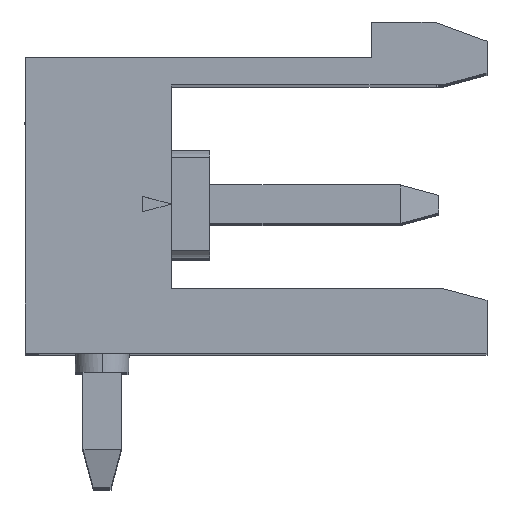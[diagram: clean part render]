
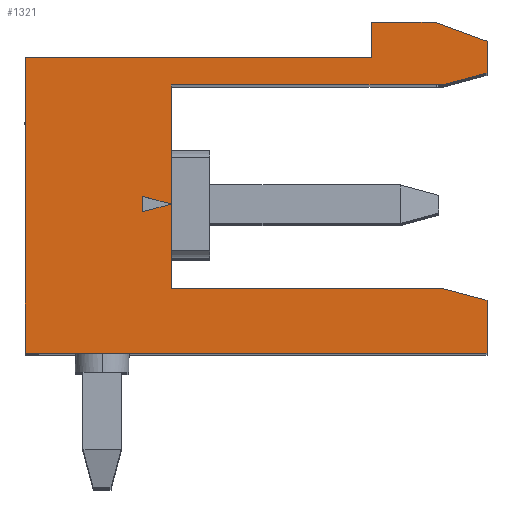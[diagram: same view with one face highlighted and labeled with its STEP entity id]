
A CAD part, top view. The second image highlights one B-rep face of the part: STEP entity #1321.
In plain terms, the highlighted planar face has unit normal (0, 0, 1).
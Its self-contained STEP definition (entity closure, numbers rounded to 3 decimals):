
#11 = LINE ( 'NONE', #10631, #7196 ) ;
#16 = DIRECTION ( 'NONE',  ( 0., 1., 0. ) ) ;
#559 = DIRECTION ( 'NONE',  ( -0.966, 0.259, 0. ) ) ;
#593 = LINE ( 'NONE', #9061, #7746 ) ;
#603 = DIRECTION ( 'NONE',  ( 0., 0., 1. ) ) ;
#837 = VERTEX_POINT ( 'NONE', #3034 ) ;
#889 = CARTESIAN_POINT ( 'NONE',  ( 40.427, 41.643, 2.54 ) ) ;
#1027 = DIRECTION ( 'NONE',  ( 0., 1., 0. ) ) ;
#1072 = VERTEX_POINT ( 'NONE', #13562 ) ;
#1076 = VECTOR ( 'NONE', #2917, 1000. ) ;
#1176 = CARTESIAN_POINT ( 'NONE',  ( 47.94, 46.123, 2.54 ) ) ;
#1321 = ADVANCED_FACE ( 'NONE', ( #17225, #13284 ), #1882, .T. ) ;
#1569 = ORIENTED_EDGE ( 'NONE', *, *, #7307, .F. ) ;
#1882 = PLANE ( 'NONE',  #15513 ) ;
#1937 = ORIENTED_EDGE ( 'NONE', *, *, #6762, .F. ) ;
#2149 = VERTEX_POINT ( 'NONE', #15557 ) ;
#2451 = VERTEX_POINT ( 'NONE', #4337 ) ;
#2528 = DIRECTION ( 'NONE',  ( 0.94, -0.342, 0. ) ) ;
#2569 = DIRECTION ( 'NONE',  ( -1., 0., 0. ) ) ;
#2608 = CARTESIAN_POINT ( 'NONE',  ( 48.627, 45.048, 2.54 ) ) ;
#2668 = CARTESIAN_POINT ( 'NONE',  ( 45.627, 46.373, 2.54 ) ) ;
#2917 = DIRECTION ( 'NONE',  ( -1., 0., 0. ) ) ;
#2943 = CARTESIAN_POINT ( 'NONE',  ( 48.627, 45.873, 2.54 ) ) ;
#3034 = CARTESIAN_POINT ( 'NONE',  ( 47.464, 44.736, 2.54 ) ) ;
#3341 = CARTESIAN_POINT ( 'NONE',  ( 48.627, 39.69, 2.54 ) ) ;
#3375 = CARTESIAN_POINT ( 'NONE',  ( 39.845, 44.736, 2.54 ) ) ;
#3390 = DIRECTION ( 'NONE',  ( -1., 0., 0. ) ) ;
#3492 = EDGE_CURVE ( 'NONE', #12682, #2451, #4626, .T. ) ;
#3775 = VERTEX_POINT ( 'NONE', #14595 ) ;
#3785 = VECTOR ( 'NONE', #9212, 1000. ) ;
#3794 = VECTOR ( 'NONE', #16, 1000. ) ;
#4051 = CARTESIAN_POINT ( 'NONE',  ( 36.627, 37.773, 2.54 ) ) ;
#4148 = VECTOR ( 'NONE', #12334, 1000. ) ;
#4215 = LINE ( 'NONE', #1176, #14138 ) ;
#4337 = CARTESIAN_POINT ( 'NONE',  ( 39.677, 41.442, 2.54 ) ) ;
#4538 = EDGE_CURVE ( 'NONE', #6841, #17008, #11571, .T. ) ;
#4579 = CARTESIAN_POINT ( 'NONE',  ( 48.627, 39.143, 2.54 ) ) ;
#4626 = LINE ( 'NONE', #6782, #11399 ) ;
#4720 = DIRECTION ( 'NONE',  ( 1., 0., 0. ) ) ;
#4746 = ORIENTED_EDGE ( 'NONE', *, *, #11196, .T. ) ;
#5108 = ORIENTED_EDGE ( 'NONE', *, *, #6962, .F. ) ;
#5154 = CARTESIAN_POINT ( 'NONE',  ( 47.427, 46.373, 2.54 ) ) ;
#5930 = CARTESIAN_POINT ( 'NONE',  ( 36.627, 45.443, 2.54 ) ) ;
#6186 = EDGE_CURVE ( 'NONE', #11051, #837, #9047, .T. ) ;
#6345 = ORIENTED_EDGE ( 'NONE', *, *, #12275, .T. ) ;
#6756 = CARTESIAN_POINT ( 'NONE',  ( 48.627, 39.69, 2.54 ) ) ;
#6762 = EDGE_CURVE ( 'NONE', #1072, #12394, #7335, .T. ) ;
#6782 = CARTESIAN_POINT ( 'NONE',  ( 40.427, 41.643, 2.54 ) ) ;
#6841 = VERTEX_POINT ( 'NONE', #2608 ) ;
#6962 = EDGE_CURVE ( 'NONE', #12879, #9090, #14933, .T. ) ;
#7120 = VECTOR ( 'NONE', #14821, 1000. ) ;
#7196 = VECTOR ( 'NONE', #2569, 1000. ) ;
#7225 = ORIENTED_EDGE ( 'NONE', *, *, #4538, .T. ) ;
#7271 = VECTOR ( 'NONE', #7911, 1000. ) ;
#7307 = EDGE_CURVE ( 'NONE', #6841, #837, #14557, .T. ) ;
#7335 = LINE ( 'NONE', #5154, #14504 ) ;
#7339 = EDGE_CURVE ( 'NONE', #12394, #17008, #4215, .T. ) ;
#7397 = ORIENTED_EDGE ( 'NONE', *, *, #16729, .T. ) ;
#7688 = LINE ( 'NONE', #17313, #7271 ) ;
#7746 = VECTOR ( 'NONE', #1027, 1000. ) ;
#7821 = CARTESIAN_POINT ( 'NONE',  ( 47.468, 44.737, 2.54 ) ) ;
#7839 = EDGE_CURVE ( 'NONE', #2451, #3775, #12213, .T. ) ;
#7911 = DIRECTION ( 'NONE',  ( 0.966, -0.259, 0. ) ) ;
#8082 = ORIENTED_EDGE ( 'NONE', *, *, #7839, .T. ) ;
#8218 = EDGE_CURVE ( 'NONE', #15404, #9090, #15531, .T. ) ;
#8483 = EDGE_LOOP ( 'NONE', ( #15107, #16454, #8082 ) ) ;
#8590 = VECTOR ( 'NONE', #11314, 1000. ) ;
#8647 = CARTESIAN_POINT ( 'NONE',  ( 39.845, 39.69, 2.54 ) ) ;
#8825 = CARTESIAN_POINT ( 'NONE',  ( 47.253, 46.373, 2.54 ) ) ;
#8949 = EDGE_CURVE ( 'NONE', #14411, #12879, #16661, .T. ) ;
#9047 = LINE ( 'NONE', #3375, #12685 ) ;
#9061 = CARTESIAN_POINT ( 'NONE',  ( 40.427, 39.69, 2.54 ) ) ;
#9090 = VERTEX_POINT ( 'NONE', #5930 ) ;
#9210 = ORIENTED_EDGE ( 'NONE', *, *, #15997, .T. ) ;
#9212 = DIRECTION ( 'NONE',  ( -0.966, -0.259, 0. ) ) ;
#9321 = ORIENTED_EDGE ( 'NONE', *, *, #6186, .T. ) ;
#9351 = ORIENTED_EDGE ( 'NONE', *, *, #8218, .T. ) ;
#9951 = EDGE_CURVE ( 'NONE', #3775, #12682, #7688, .T. ) ;
#10016 = DIRECTION ( 'NONE',  ( 1., 0., 0. ) ) ;
#10226 = ORIENTED_EDGE ( 'NONE', *, *, #8949, .F. ) ;
#10631 = CARTESIAN_POINT ( 'NONE',  ( 39.845, 39.443, 2.54 ) ) ;
#10687 = LINE ( 'NONE', #2668, #7120 ) ;
#10960 = CARTESIAN_POINT ( 'NONE',  ( 36.627, 44.573, 2.54 ) ) ;
#11003 = ORIENTED_EDGE ( 'NONE', *, *, #7339, .F. ) ;
#11005 = CARTESIAN_POINT ( 'NONE',  ( 38.127, 37.773, 2.54 ) ) ;
#11051 = VERTEX_POINT ( 'NONE', #14180 ) ;
#11154 = VECTOR ( 'NONE', #14103, 1000. ) ;
#11196 = EDGE_CURVE ( 'NONE', #15640, #15259, #11, .T. ) ;
#11314 = DIRECTION ( 'NONE',  ( 0., 1., 0. ) ) ;
#11399 = VECTOR ( 'NONE', #15307, 1000. ) ;
#11571 = LINE ( 'NONE', #3341, #11154 ) ;
#12177 = LINE ( 'NONE', #4579, #15313 ) ;
#12213 = LINE ( 'NONE', #13981, #8590 ) ;
#12275 = EDGE_CURVE ( 'NONE', #2149, #15640, #12177, .T. ) ;
#12334 = DIRECTION ( 'NONE',  ( 0., 1., 0. ) ) ;
#12394 = VERTEX_POINT ( 'NONE', #8825 ) ;
#12445 = EDGE_LOOP ( 'NONE', ( #4746, #7397, #9321, #1569, #7225, #11003, #1937, #13666, #9351, #5108, #10226, #9210, #6345 ) ) ;
#12506 = CARTESIAN_POINT ( 'NONE',  ( 48.627, 37.773, 2.54 ) ) ;
#12682 = VERTEX_POINT ( 'NONE', #889 ) ;
#12685 = VECTOR ( 'NONE', #4720, 1000. ) ;
#12873 = CARTESIAN_POINT ( 'NONE',  ( 39.845, 45.443, 2.54 ) ) ;
#12879 = VERTEX_POINT ( 'NONE', #4051 ) ;
#13126 = CARTESIAN_POINT ( 'NONE',  ( 40.427, 39.443, 2.54 ) ) ;
#13284 = FACE_BOUND ( 'NONE', #8483, .T. ) ;
#13452 = CARTESIAN_POINT ( 'NONE',  ( 45.627, 45.443, 2.54 ) ) ;
#13562 = CARTESIAN_POINT ( 'NONE',  ( 45.627, 46.373, 2.54 ) ) ;
#13666 = ORIENTED_EDGE ( 'NONE', *, *, #16896, .F. ) ;
#13981 = CARTESIAN_POINT ( 'NONE',  ( 39.677, 39.69, 2.54 ) ) ;
#14103 = DIRECTION ( 'NONE',  ( 0., 1., 0. ) ) ;
#14138 = VECTOR ( 'NONE', #2528, 1000. ) ;
#14180 = CARTESIAN_POINT ( 'NONE',  ( 40.427, 44.736, 2.54 ) ) ;
#14411 = VERTEX_POINT ( 'NONE', #12506 ) ;
#14504 = VECTOR ( 'NONE', #14631, 1000. ) ;
#14557 = LINE ( 'NONE', #7821, #3785 ) ;
#14564 = LINE ( 'NONE', #6756, #3794 ) ;
#14595 = CARTESIAN_POINT ( 'NONE',  ( 39.677, 41.844, 2.54 ) ) ;
#14631 = DIRECTION ( 'NONE',  ( 1., 0., 0. ) ) ;
#14821 = DIRECTION ( 'NONE',  ( 0., 1., 0. ) ) ;
#14933 = LINE ( 'NONE', #10960, #4148 ) ;
#15107 = ORIENTED_EDGE ( 'NONE', *, *, #9951, .T. ) ;
#15148 = VECTOR ( 'NONE', #3390, 1000. ) ;
#15259 = VERTEX_POINT ( 'NONE', #13126 ) ;
#15307 = DIRECTION ( 'NONE',  ( -0.966, -0.259, 0. ) ) ;
#15313 = VECTOR ( 'NONE', #559, 1000. ) ;
#15404 = VERTEX_POINT ( 'NONE', #13452 ) ;
#15513 = AXIS2_PLACEMENT_3D ( 'NONE', #8647, #603, #10016 ) ;
#15531 = LINE ( 'NONE', #12873, #15148 ) ;
#15557 = CARTESIAN_POINT ( 'NONE',  ( 48.627, 39.143, 2.54 ) ) ;
#15640 = VERTEX_POINT ( 'NONE', #16689 ) ;
#15997 = EDGE_CURVE ( 'NONE', #14411, #2149, #14564, .T. ) ;
#16454 = ORIENTED_EDGE ( 'NONE', *, *, #3492, .T. ) ;
#16661 = LINE ( 'NONE', #11005, #1076 ) ;
#16689 = CARTESIAN_POINT ( 'NONE',  ( 47.507, 39.443, 2.54 ) ) ;
#16729 = EDGE_CURVE ( 'NONE', #15259, #11051, #593, .T. ) ;
#16896 = EDGE_CURVE ( 'NONE', #15404, #1072, #10687, .T. ) ;
#17008 = VERTEX_POINT ( 'NONE', #2943 ) ;
#17225 = FACE_OUTER_BOUND ( 'NONE', #12445, .T. ) ;
#17313 = CARTESIAN_POINT ( 'NONE',  ( 39.677, 41.844, 2.54 ) ) ;
